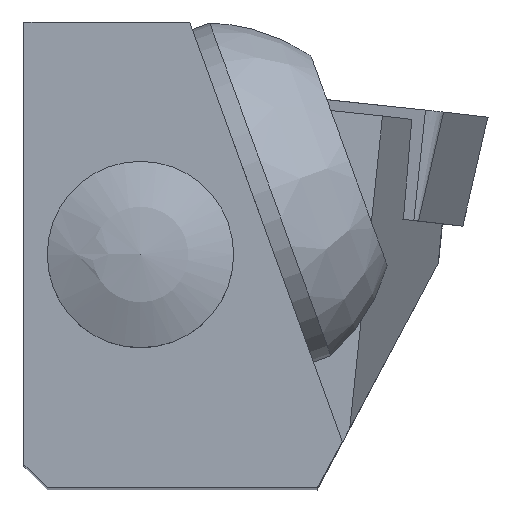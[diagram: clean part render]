
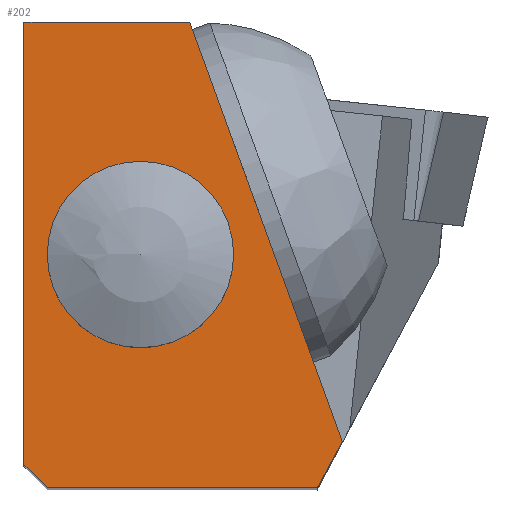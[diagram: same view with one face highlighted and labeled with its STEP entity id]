
A CAD part, top view. The second image highlights one B-rep face of the part: STEP entity #202.
In plain terms, the highlighted planar face has unit normal (0, 0, 1).
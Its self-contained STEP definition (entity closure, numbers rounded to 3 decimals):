
#115=FACE_BOUND('',#302,.T.);
#116=FACE_BOUND('',#303,.T.);
#166=CIRCLE('',#906,1.5);
#202=ADVANCED_FACE('',(#115,#116),#248,.F.);
#248=PLANE('',#907);
#302=EDGE_LOOP('',(#410));
#303=EDGE_LOOP('',(#411,#412,#413,#414,#415,#416));
#410=ORIENTED_EDGE('',*,*,#651,.T.);
#411=ORIENTED_EDGE('',*,*,#652,.F.);
#412=ORIENTED_EDGE('',*,*,#653,.F.);
#413=ORIENTED_EDGE('',*,*,#640,.T.);
#414=ORIENTED_EDGE('',*,*,#648,.F.);
#415=ORIENTED_EDGE('',*,*,#644,.F.);
#416=ORIENTED_EDGE('',*,*,#654,.T.);
#565=VERTEX_POINT('',#1269);
#567=VERTEX_POINT('',#1274);
#570=VERTEX_POINT('',#1282);
#571=VERTEX_POINT('',#1284);
#574=VERTEX_POINT('',#1297);
#575=VERTEX_POINT('',#1299);
#576=VERTEX_POINT('',#1300);
#640=EDGE_CURVE('',#565,#567,#729,.T.);
#644=EDGE_CURVE('',#570,#571,#732,.T.);
#648=EDGE_CURVE('',#571,#567,#736,.T.);
#651=EDGE_CURVE('',#574,#574,#166,.T.);
#652=EDGE_CURVE('',#575,#576,#739,.T.);
#653=EDGE_CURVE('',#565,#575,#740,.T.);
#654=EDGE_CURVE('',#570,#576,#741,.T.);
#729=LINE('',#1275,#789);
#732=LINE('',#1283,#792);
#736=LINE('',#1290,#796);
#739=LINE('',#1298,#799);
#740=LINE('',#1301,#800);
#741=LINE('',#1302,#801);
#789=VECTOR('',#1024,1.);
#792=VECTOR('',#1031,1.);
#796=VECTOR('',#1037,1.);
#799=VECTOR('',#1046,1.);
#800=VECTOR('',#1047,1.);
#801=VECTOR('',#1048,1.);
#906=AXIS2_PLACEMENT_3D('',#1296,#1044,#1045);
#907=AXIS2_PLACEMENT_3D('',#1303,#1049,#1050);
#1024=DIRECTION('',(-0.342,0.94,0.));
#1031=DIRECTION('',(0.,1.,0.));
#1037=DIRECTION('',(1.,0.,0.));
#1044=DIRECTION('',(0.,0.,-1.));
#1045=DIRECTION('',(0.,-1.,0.));
#1046=DIRECTION('',(-1.,0.,0.));
#1047=DIRECTION('',(-0.469,-0.883,0.));
#1048=DIRECTION('',(0.707,-0.707,0.));
#1049=DIRECTION('',(0.,0.,-1.));
#1050=DIRECTION('',(0.,-1.,0.));
#1269=CARTESIAN_POINT('',(6.833,1.005,-6.));
#1274=CARTESIAN_POINT('',(3.559,10.,-6.));
#1275=CARTESIAN_POINT('',(7.199,0.,-6.));
#1282=CARTESIAN_POINT('',(0.,0.5,-6.));
#1283=CARTESIAN_POINT('',(0.,0.,-6.));
#1284=CARTESIAN_POINT('',(0.,10.,-6.));
#1290=CARTESIAN_POINT('',(0.,10.,-6.));
#1296=CARTESIAN_POINT('',(2.5,5.,-6.));
#1297=CARTESIAN_POINT('',(2.5,3.5,-6.));
#1298=CARTESIAN_POINT('',(13.,0.,-6.));
#1299=CARTESIAN_POINT('',(6.299,0.,-6.));
#1300=CARTESIAN_POINT('',(0.5,0.,-6.));
#1301=CARTESIAN_POINT('',(11.616,10.,-6.));
#1302=CARTESIAN_POINT('',(0.,0.5,-6.));
#1303=CARTESIAN_POINT('',(0.,0.,-6.));
